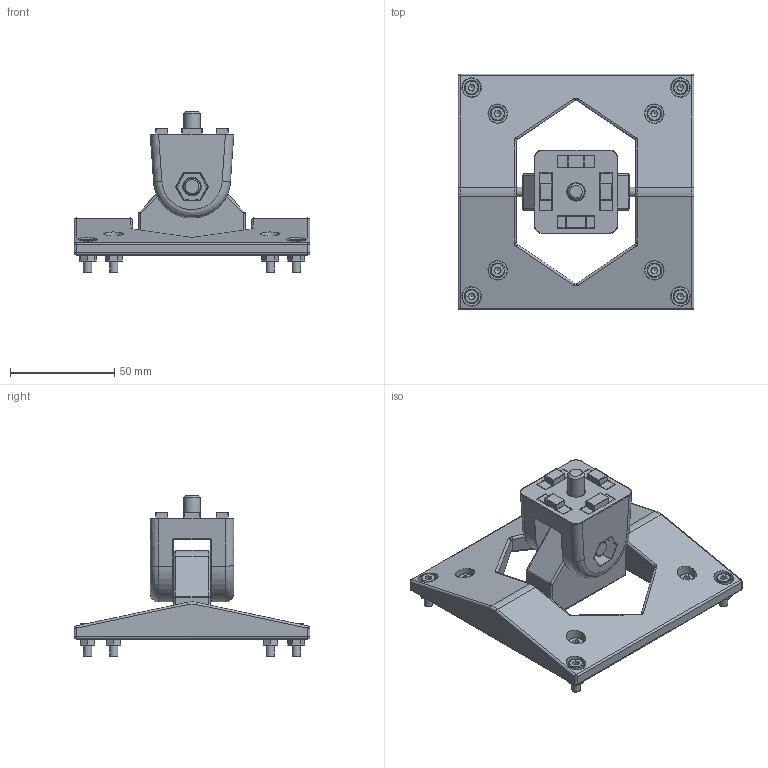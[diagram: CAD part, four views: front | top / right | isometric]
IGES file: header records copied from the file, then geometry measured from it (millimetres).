
Global section: file name: 136552; native system: Autodesk Inventor 2021; preprocessor: unknown; author: aluteckkpl_kk; date: 20230131.115732; units: millimetre
Bounding box: 113 x 113 x 77.54 mm (x, y, z)
Volume: 159963.7 mm3; surface area: 50797.4 mm2
Topology: 2 solids, 10 shells, 1387 faces, 3543 edges, 2105 vertices
Faces by surface type: bspline 1387
